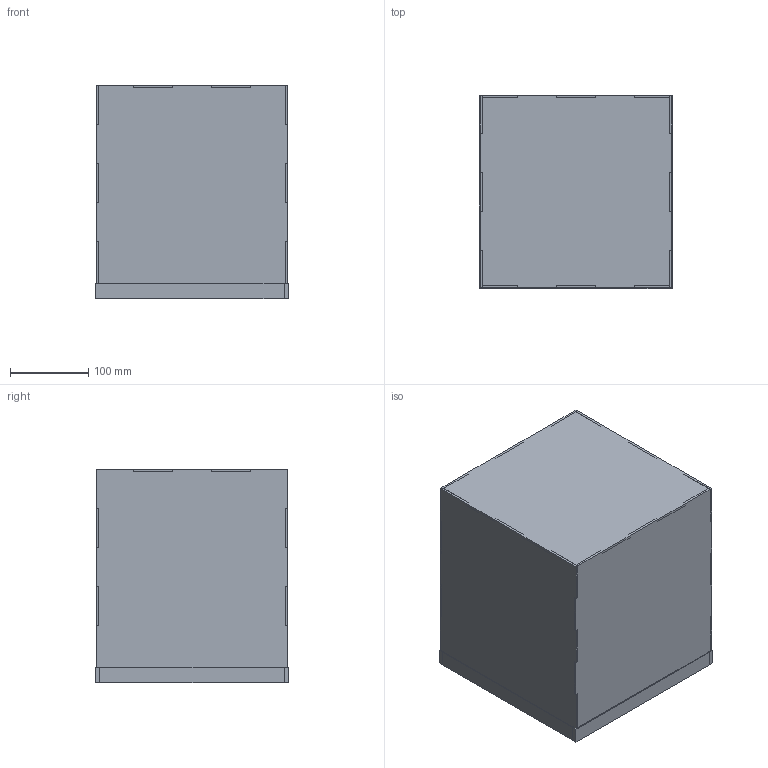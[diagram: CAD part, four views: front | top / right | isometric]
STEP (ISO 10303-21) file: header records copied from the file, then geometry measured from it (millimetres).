
FILE_DESCRIPTION(/* description */ (''),/* implementation_level */ '2;1');
FILE_NAME(/* name */ 'Football_Display-STEP214.stp',/* time_stamp */ '2024-05-22T21:56:13+02:00',/* author */ (''),/* organization */ (''),/* preprocessor_version */ 'ST-DEVELOPER v19.3',/* originating_system */ 'SIEMENS PLM Software NX2212.4000',/* authorisation */ '');
FILE_SCHEMA (('AUTOMOTIVE_DESIGN { 1 0 10303 214 3 1 1 1 }'));
Length unit declared in the file: millimetre
Products named in the file (24): Plaatje_Plaat; Plaatje_Klem; Plaatje_Steun; Buitenkant_Boven; Buitenkant_Zij_2; Buitenkant_Zij_1; Bal; Tussenstuk_Ring_4; Tussenstuk_Ring_3; Tussenstuk_Ring_2; Tussenstuk_Ring_1; Onderstuk_Vals_Achter; Onderstuk_Vals_Zij; Onderstuk_Vals_Voor; Tussenstuk_Middenstuk_Klem; Onderstuk_Topplaat; Tussenstuk_Middenstuk_2; Tussenstuk_Middenstuk_1; Onderstuk_Tussenstuk; Onderstuk_Bovenplaat; Onderstuk_Zijplaat_2; Onderstuk_Zijplaat_1; Onderstuk_Onderplaat; Ass_Ballendoosje
Assembly tree (37 placements, depth 2):
  Ass_Ballendoosje
    Onderstuk_Onderplaat
    Onderstuk_Zijplaat_1  x2
    Onderstuk_Zijplaat_2  x2
    Onderstuk_Bovenplaat
    Onderstuk_Tussenstuk  x4
    Tussenstuk_Middenstuk_1
    Tussenstuk_Middenstuk_2
    Onderstuk_Topplaat
    Tussenstuk_Middenstuk_Klem  x4
    Onderstuk_Vals_Voor
    Onderstuk_Vals_Zij  x2
    Onderstuk_Vals_Achter
    Tussenstuk_Ring_1
    Tussenstuk_Ring_2  x2
    Tussenstuk_Ring_3
    Tussenstuk_Ring_4
    Bal
    Buitenkant_Zij_1  x2
    Buitenkant_Zij_2  x2
    Buitenkant_Boven
    Plaatje_Steun  x2
    Plaatje_Klem  x2
    Plaatje_Plaat
Bounding box: 248 x 248 x 274 mm (x, y, z)
Volume: 7499697.3 mm3; surface area: 1380847.1 mm2
Topology: 37 solids, 37 shells, 1335 faces, 3789 edges, 2526 vertices
Faces by surface type: plane 1270, cylinder 64, sphere 1
Full cylindrical faces by diameter (mm): 120 x1, 134 x1, 140 x3, 150 x1
Entity records: 27494 total; most frequent: CARTESIAN_POINT 4813, ORIENTED_EDGE 4724, DIRECTION 4178, EDGE_CURVE 2362, LINE 2290, VECTOR 2290, VERTEX_POINT 1579, EDGE_LOOP 950
